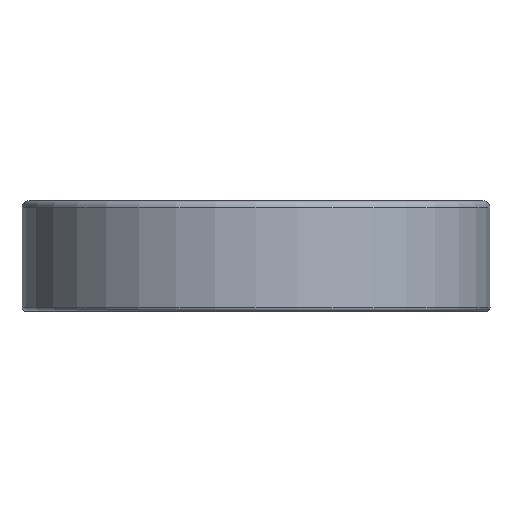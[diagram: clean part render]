
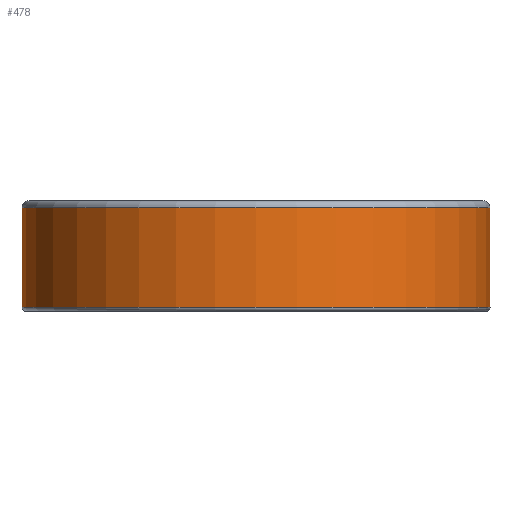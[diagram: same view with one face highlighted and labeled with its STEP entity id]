
A CAD part, front view. The second image highlights one B-rep face of the part: STEP entity #478.
In plain terms, the highlighted cylindrical face has radius 36 mm (diameter 72 mm), a full revolution.
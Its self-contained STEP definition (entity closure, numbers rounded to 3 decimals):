
#457 = VERTEX_POINT('',#458);
#458 = CARTESIAN_POINT('',(36.,0.,7.4));
#467 = EDGE_CURVE('',#457,#457,#468,.T.);
#468 = CIRCLE('',#469,36.);
#469 = AXIS2_PLACEMENT_3D('',#470,#471,#472);
#470 = CARTESIAN_POINT('',(0.,0.,7.4));
#471 = DIRECTION('',(0.,0.,-1.));
#472 = DIRECTION('',(1.,0.,0.));
#478 = ADVANCED_FACE('',(#479),#498,.T.);
#479 = FACE_BOUND('',#480,.T.);
#480 = EDGE_LOOP('',(#481,#482,#490,#497));
#481 = ORIENTED_EDGE('',*,*,#467,.T.);
#482 = ORIENTED_EDGE('',*,*,#483,.T.);
#483 = EDGE_CURVE('',#457,#484,#486,.T.);
#484 = VERTEX_POINT('',#485);
#485 = CARTESIAN_POINT('',(36.,0.,-7.9));
#486 = LINE('',#487,#488);
#487 = CARTESIAN_POINT('',(36.,0.,7.4));
#488 = VECTOR('',#489,1.);
#489 = DIRECTION('',(0.,0.,-1.));
#490 = ORIENTED_EDGE('',*,*,#491,.F.);
#491 = EDGE_CURVE('',#484,#484,#492,.T.);
#492 = CIRCLE('',#493,36.);
#493 = AXIS2_PLACEMENT_3D('',#494,#495,#496);
#494 = CARTESIAN_POINT('',(0.,0.,-7.9));
#495 = DIRECTION('',(0.,0.,-1.));
#496 = DIRECTION('',(1.,0.,0.));
#497 = ORIENTED_EDGE('',*,*,#483,.F.);
#498 = CYLINDRICAL_SURFACE('',#499,36.);
#499 = AXIS2_PLACEMENT_3D('',#500,#501,#502);
#500 = CARTESIAN_POINT('',(0.,0.,7.4));
#501 = DIRECTION('',(-0.,0.,-1.));
#502 = DIRECTION('',(1.,0.,0.));
